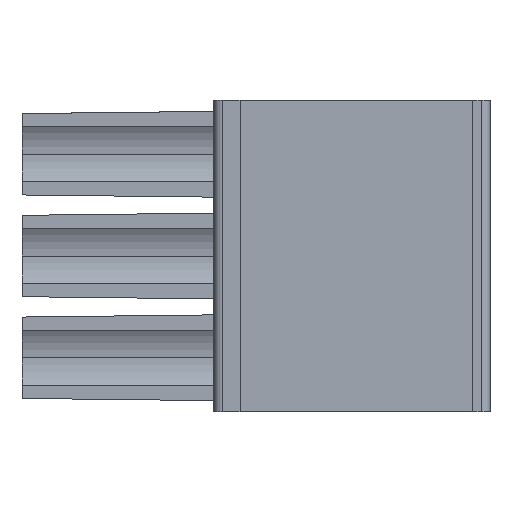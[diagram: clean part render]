
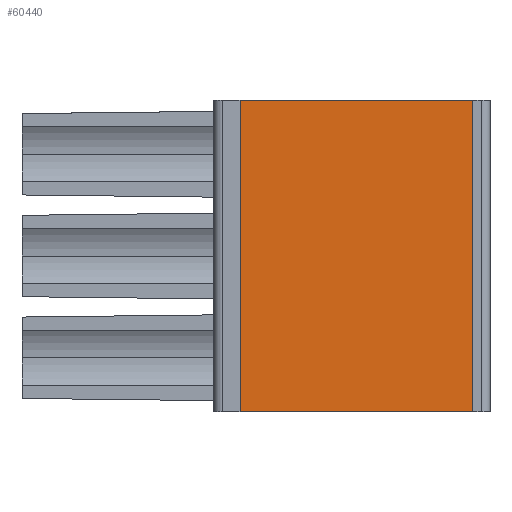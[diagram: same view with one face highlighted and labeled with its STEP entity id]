
A CAD part, front view. The second image highlights one B-rep face of the part: STEP entity #60440.
In plain terms, the highlighted planar face has unit normal (0, -1, 0).
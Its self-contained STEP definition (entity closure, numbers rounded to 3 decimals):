
#18720=CARTESIAN_POINT('',(50.611,29.382
   ,77.405));
#18730=VERTEX_POINT('',#18720);
#18760=CARTESIAN_POINT('',(47.956,29.382
   ,77.405));
#18770=DIRECTION('',(-1.,0.,
   0.));
#18780=VECTOR('',#18770,1.);
#18790=LINE('',#18760,#18780);
#18800=CARTESIAN_POINT('',(42.611,29.382
   ,77.405));
#18810=VERTEX_POINT('',#18800);
#18820=EDGE_CURVE('',#18730,#18810,#18790,.T.);
#59510=CARTESIAN_POINT('',(42.611,29.382
   ,75.555));
#59520=DIRECTION('',(0.,0.,
   1.));
#59530=VECTOR('',#59520,1.);
#59540=LINE('',#59510,#59530);
#59550=CARTESIAN_POINT('',(42.611,29.382
   ,66.705));
#59560=VERTEX_POINT('',#59550);
#59570=EDGE_CURVE('',#59560,#18810,#59540,.T.);
#60210=CARTESIAN_POINT('',(42.611,29.382
   ,75.555));
#60220=DIRECTION('',(0.,-1.,
   0.));
#60230=DIRECTION('',(-1.,0.,
   0.));
#60240=AXIS2_PLACEMENT_3D('',#60210,#60220,#60230);
#60250=PLANE('',#60240);
#60260=ORIENTED_EDGE('',*,*,#18820,.T.);
#60270=CARTESIAN_POINT('',(50.611,29.382
   ,75.555));
#60280=DIRECTION('',(0.,0.,
   1.));
#60290=VECTOR('',#60280,1.);
#60300=LINE('',#60270,#60290);
#60310=CARTESIAN_POINT('',(50.611,29.382
   ,66.705));
#60320=VERTEX_POINT('',#60310);
#60330=EDGE_CURVE('',#60320,#18730,#60300,.T.);
#60340=ORIENTED_EDGE('',*,*,#60330,.T.);
#60350=CARTESIAN_POINT('',(47.956,29.382
   ,66.705));
#60360=DIRECTION('',(-1.,0.,
   0.));
#60370=VECTOR('',#60360,1.);
#60380=LINE('',#60350,#60370);
#60390=EDGE_CURVE('',#60320,#59560,#60380,.T.);
#60400=ORIENTED_EDGE('',*,*,#60390,.F.);
#60410=ORIENTED_EDGE('',*,*,#59570,.F.);
#60420=EDGE_LOOP('',(#60410,#60400,#60340,#60260));
#60430=FACE_OUTER_BOUND('',#60420,.T.);
#60440=ADVANCED_FACE('',(#60430),#60250,.T.);
